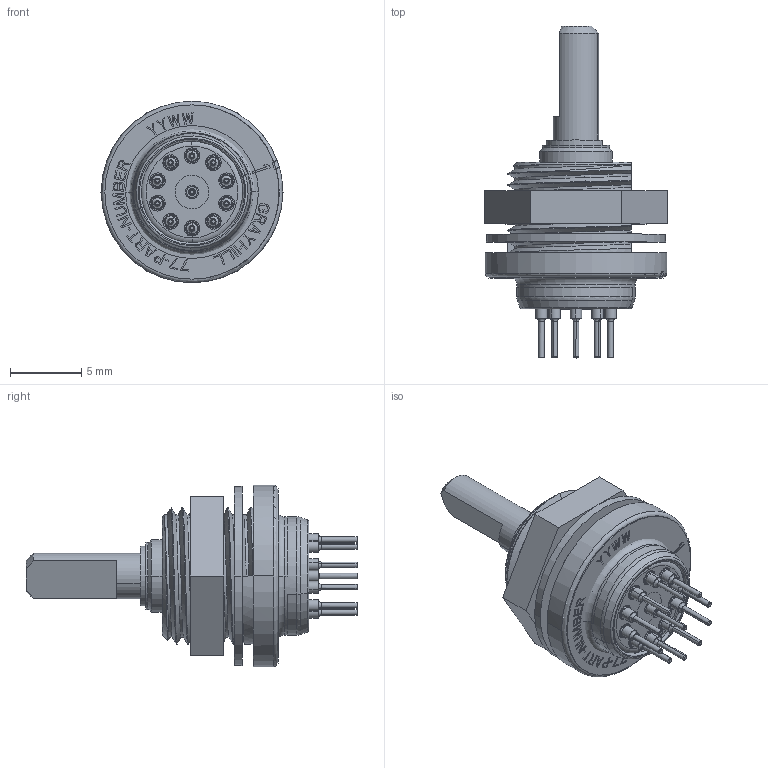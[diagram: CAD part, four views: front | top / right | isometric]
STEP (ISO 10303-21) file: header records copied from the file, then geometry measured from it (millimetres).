
FILE_DESCRIPTION((''),'2;1');
FILE_NAME('77P36-01-1-XXX_ASM','2015-01-05T',('jjanota'),(''),'PRO/ENGINEER BY PARAMETRIC TECHNOLOGY CORPORATION, 2011490','PRO/ENGINEER BY PARAMETRIC TECHNOLOGY CORPORATION, 2011490','');
FILE_SCHEMA(('CONFIG_CONTROL_DESIGN'));
Length unit declared in the file: inch
Products named in the file (4): 77P36-01-1-XX; SHH911-27; 40J1013; 77P36-01-1-XXX_ASM
Assembly tree (3 placements, depth 2):
  77P36-01-1-XXX_ASM
    77P36-01-1-XX
    SHH911-27
    40J1013
Bounding box: 12.77 x 23.22 x 12.7 mm (x, y, z)
Volume: 105.8 mm3; surface area: 1218.8 mm2
Topology: 2 solids, 57 shells, 354 faces, 1716 edges, 1443 vertices
Faces by surface type: plane 128, cylinder 110, torus 55, cone 31, bspline 30
Entity records: 23537 total; most frequent: CARTESIAN_POINT 7234, DIRECTION 2772, ORIENTED_EDGE 2589, EDGE_CURVE 1716, VERTEX_POINT 1443, VECTOR 1080, LINE 1080, AXIS2_PLACEMENT_3D 846
